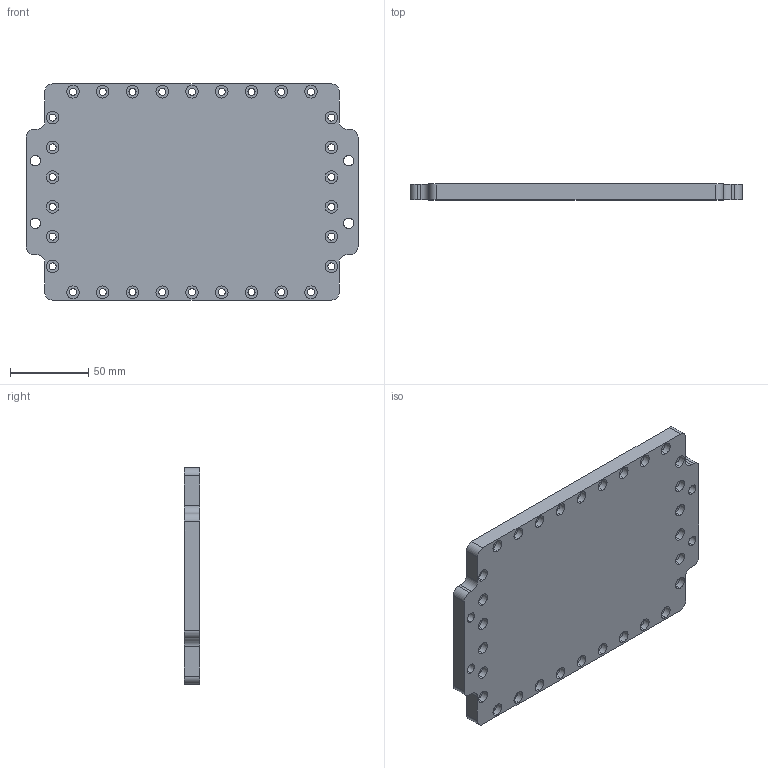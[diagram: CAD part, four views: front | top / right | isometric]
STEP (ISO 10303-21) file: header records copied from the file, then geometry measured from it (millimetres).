
FILE_DESCRIPTION (( 'STEP AP214' ), '1' );
FILE_NAME ('SCAN-Bloc inférieur - Boîtier élec-porteur-REM.STEP', '2021-09-03T13:30:05', ( '' ), ( '' ), 'SwSTEP 2.0', 'SolidWorks 2021', '' );
FILE_SCHEMA (( 'AUTOMOTIVE_DESIGN' ));
Length unit declared in the file: millimetre
Products named in the file (1): SCAN-Bloc inférieur - Boîtier élec-porteur-REM
Bounding box: 212 x 10 x 138 mm (x, y, z)
Volume: 193179.2 mm3; surface area: 70135.7 mm2
Topology: 1 solids, 1 shells, 193 faces, 480 edges, 320 vertices
Faces by surface type: cylinder 144, plane 49
Entity records: 6072 total; most frequent: DIRECTION 1156, CARTESIAN_POINT 994, ORIENTED_EDGE 960, AXIS2_PLACEMENT_3D 482, EDGE_CURVE 480, VERTEX_POINT 320, EDGE_LOOP 292, CIRCLE 288
